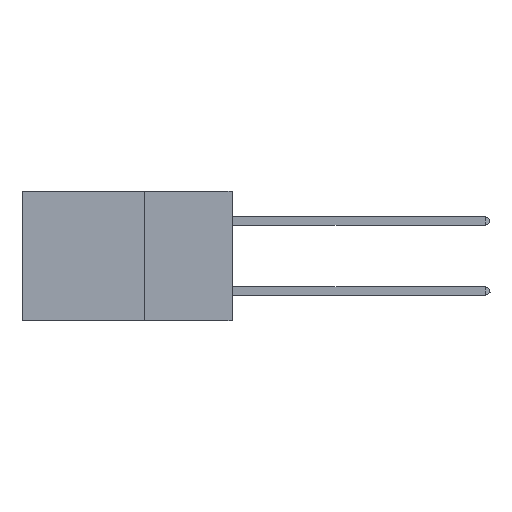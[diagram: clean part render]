
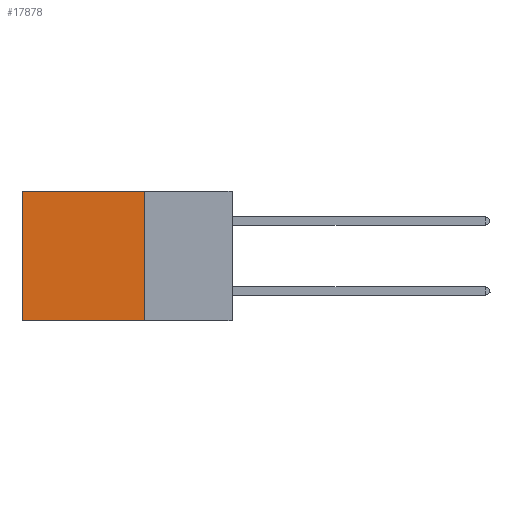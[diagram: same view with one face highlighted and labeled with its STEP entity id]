
A CAD part, left-side view. The second image highlights one B-rep face of the part: STEP entity #17878.
In plain terms, the highlighted planar face has unit normal (-1, 0, 0).
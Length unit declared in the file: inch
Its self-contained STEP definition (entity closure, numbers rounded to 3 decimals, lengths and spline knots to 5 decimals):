
#361 = VERTEX_POINT ( 'NONE', #6057 ) ;
#1391 = EDGE_LOOP ( 'NONE', ( #26938, #23708, #4249, #18146 ) ) ;
#1863 = DIRECTION ( 'NONE',  ( 0., 0., -1. ) ) ;
#2046 = PLANE ( 'NONE',  #19033 ) ;
#2485 = EDGE_CURVE ( 'NONE', #9641, #361, #22228, .T. ) ;
#2913 = EDGE_CURVE ( 'NONE', #19571, #361, #26909, .T. ) ;
#3990 = CARTESIAN_POINT ( 'NONE',  ( 0.2875, 0.6, 0. ) ) ;
#4112 = EDGE_CURVE ( 'NONE', #18364, #9641, #23910, .T. ) ;
#4249 = ORIENTED_EDGE ( 'NONE', *, *, #28183, .F. ) ;
#5116 = VECTOR ( 'NONE', #25052, 39.37008 ) ;
#6057 = CARTESIAN_POINT ( 'NONE',  ( 0.2875, 0.6, -0.37 ) ) ;
#6522 = CARTESIAN_POINT ( 'NONE',  ( 0.2875, 0.25, 0. ) ) ;
#7921 = CARTESIAN_POINT ( 'NONE',  ( 0.2875, 0.25, 0. ) ) ;
#9641 = VERTEX_POINT ( 'NONE', #3990 ) ;
#10112 = VECTOR ( 'NONE', #11163, 39.37008 ) ;
#10314 = CARTESIAN_POINT ( 'NONE',  ( 0.2875, 0.25, -0.37 ) ) ;
#11163 = DIRECTION ( 'NONE',  ( 0., 0., -1. ) ) ;
#11550 = LINE ( 'NONE', #22565, #5116 ) ;
#11645 = FACE_OUTER_BOUND ( 'NONE', #1391, .T. ) ;
#12912 = VECTOR ( 'NONE', #20460, 39.37008 ) ;
#15117 = DIRECTION ( 'NONE',  ( 0., 1., 0. ) ) ;
#15129 = VECTOR ( 'NONE', #15117, 39.37008 ) ;
#17784 = DIRECTION ( 'NONE',  ( 1., 0., 0. ) ) ;
#17878 = ADVANCED_FACE ( 'NONE', ( #11645 ), #2046, .F. ) ;
#18146 = ORIENTED_EDGE ( 'NONE', *, *, #4112, .T. ) ;
#18364 = VERTEX_POINT ( 'NONE', #7921 ) ;
#19033 = AXIS2_PLACEMENT_3D ( 'NONE', #27091, #17784, #1863 ) ;
#19570 = CARTESIAN_POINT ( 'NONE',  ( 0.2875, 0.25, -0.37 ) ) ;
#19571 = VERTEX_POINT ( 'NONE', #10314 ) ;
#20460 = DIRECTION ( 'NONE',  ( 0., 1., 0. ) ) ;
#22228 = LINE ( 'NONE', #29301, #10112 ) ;
#22565 = CARTESIAN_POINT ( 'NONE',  ( 0.2875, 0.25, 0. ) ) ;
#23708 = ORIENTED_EDGE ( 'NONE', *, *, #2913, .F. ) ;
#23910 = LINE ( 'NONE', #6522, #12912 ) ;
#25052 = DIRECTION ( 'NONE',  ( 0., 0., -1. ) ) ;
#26909 = LINE ( 'NONE', #19570, #15129 ) ;
#26938 = ORIENTED_EDGE ( 'NONE', *, *, #2485, .T. ) ;
#27091 = CARTESIAN_POINT ( 'NONE',  ( 0.2875, 0.25, 0. ) ) ;
#28183 = EDGE_CURVE ( 'NONE', #18364, #19571, #11550, .T. ) ;
#29301 = CARTESIAN_POINT ( 'NONE',  ( 0.2875, 0.6, 0. ) ) ;
